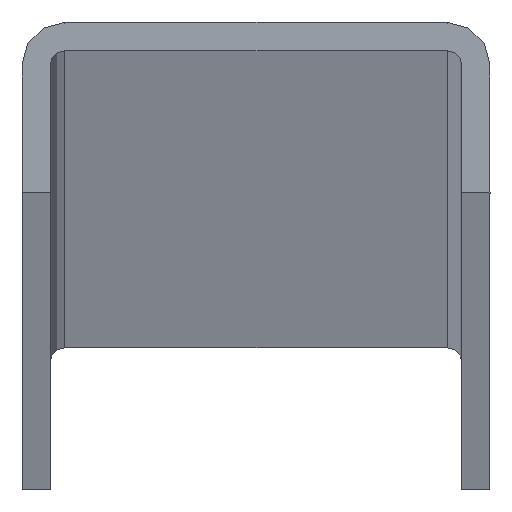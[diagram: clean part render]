
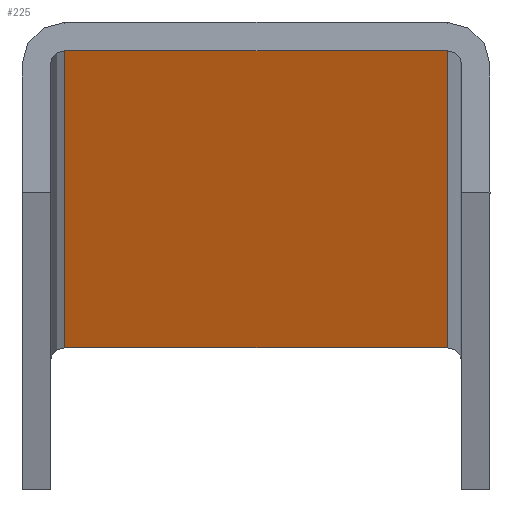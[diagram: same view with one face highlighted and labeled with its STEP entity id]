
A CAD part, top view. The second image highlights one B-rep face of the part: STEP entity #225.
In plain terms, the highlighted planar face has unit normal (0, -1, 0).
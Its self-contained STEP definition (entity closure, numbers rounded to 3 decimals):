
#4 = VECTOR ( 'NONE', #114, 1000. ) ;
#10 = DIRECTION ( 'NONE',  ( 1., 0., 0. ) ) ;
#26 = VECTOR ( 'NONE', #182, 1000. ) ;
#30 = ORIENTED_EDGE ( 'NONE', *, *, #364, .F. ) ;
#31 = EDGE_CURVE ( 'NONE', #320, #399, #218, .T. ) ;
#67 = VERTEX_POINT ( 'NONE', #119 ) ;
#83 = CARTESIAN_POINT ( 'NONE',  ( -6.75, 0., 6000. ) ) ;
#84 = LINE ( 'NONE', #190, #135 ) ;
#92 = DIRECTION ( 'NONE',  ( -1., 0., 0. ) ) ;
#100 = EDGE_LOOP ( 'NONE', ( #155, #30, #439, #405 ) ) ;
#111 = AXIS2_PLACEMENT_3D ( 'NONE', #454, #238, #92 ) ;
#114 = DIRECTION ( 'NONE',  ( 0., 0., -1. ) ) ;
#115 = CARTESIAN_POINT ( 'NONE',  ( -6.75, 0., 0. ) ) ;
#119 = CARTESIAN_POINT ( 'NONE',  ( 6.75, 0., 0. ) ) ;
#121 = LINE ( 'NONE', #115, #433 ) ;
#123 = PLANE ( 'NONE',  #111 ) ;
#135 = VECTOR ( 'NONE', #371, 1000. ) ;
#144 = EDGE_CURVE ( 'NONE', #320, #291, #261, .T. ) ;
#152 = CARTESIAN_POINT ( 'NONE',  ( 6.75, 0., 6000. ) ) ;
#155 = ORIENTED_EDGE ( 'NONE', *, *, #296, .T. ) ;
#182 = DIRECTION ( 'NONE',  ( 1., 0., 0. ) ) ;
#190 = CARTESIAN_POINT ( 'NONE',  ( 6.75, 0., 6000. ) ) ;
#218 = LINE ( 'NONE', #83, #26 ) ;
#225 = ADVANCED_FACE ( 'NONE', ( #460 ), #123, .F. ) ;
#238 = DIRECTION ( 'NONE',  ( 0., 1., 0. ) ) ;
#261 = LINE ( 'NONE', #370, #4 ) ;
#291 = VERTEX_POINT ( 'NONE', #295 ) ;
#295 = CARTESIAN_POINT ( 'NONE',  ( -6.75, 0., 0. ) ) ;
#296 = EDGE_CURVE ( 'NONE', #291, #67, #121, .T. ) ;
#320 = VERTEX_POINT ( 'NONE', #417 ) ;
#364 = EDGE_CURVE ( 'NONE', #399, #67, #84, .T. ) ;
#370 = CARTESIAN_POINT ( 'NONE',  ( -6.75, 0., 6000. ) ) ;
#371 = DIRECTION ( 'NONE',  ( 0., 0., -1. ) ) ;
#399 = VERTEX_POINT ( 'NONE', #152 ) ;
#405 = ORIENTED_EDGE ( 'NONE', *, *, #144, .T. ) ;
#417 = CARTESIAN_POINT ( 'NONE',  ( -6.75, 0., 6000. ) ) ;
#433 = VECTOR ( 'NONE', #10, 1000. ) ;
#439 = ORIENTED_EDGE ( 'NONE', *, *, #31, .F. ) ;
#454 = CARTESIAN_POINT ( 'NONE',  ( -6.75, 0., 6000. ) ) ;
#460 = FACE_OUTER_BOUND ( 'NONE', #100, .T. ) ;
